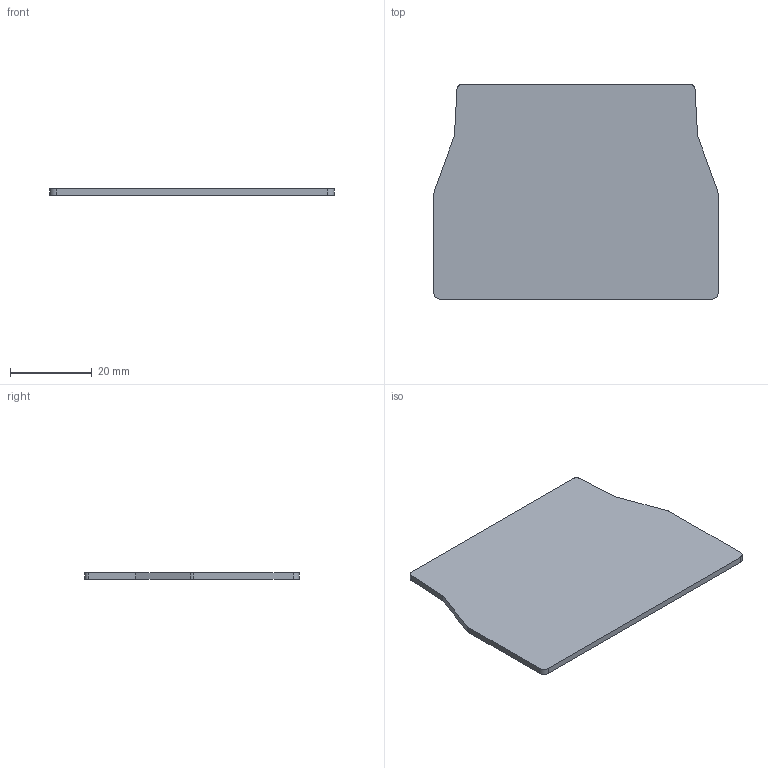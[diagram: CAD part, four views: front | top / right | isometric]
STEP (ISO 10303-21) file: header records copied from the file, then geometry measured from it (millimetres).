
FILE_DESCRIPTION((''),'2;1');
FILE_NAME('ASM0001_ASM','2022-07-14T14:53:50',('klemen.sitar'),('Audax d.o.o.'),'CREO PARAMETRIC BY PTC INC, 2021304','CREO PARAMETRIC BY PTC INC, 2021304','');
FILE_SCHEMA(('AP242_MANAGED_MODEL_BASED_3D_ENGINEERING_MIM_LF { 1 0 10303 442 1 1 4 }'));
Length unit declared in the file: millimetre
Products named in the file (2): SCB_6-PT; ASM0001_ASM
Assembly tree (1 placements, depth 2):
  ASM0001_ASM
    SCB_6-PT
Bounding box: 69.5 x 52.5 x 1.5 mm (x, y, z)
Volume: 5167.4 mm3; surface area: 7238.4 mm2
Topology: 1 solids, 1 shells, 16 faces, 42 edges, 28 vertices
Faces by surface type: plane 10, cylinder 6
Entity records: 1039 total; most frequent: COLOUR_RGB 137, DIRECTION 94, CARTESIAN_POINT 94, ORIENTED_EDGE 84, PRESENTATION_STYLE_ASSIGNMENT 60, STYLED_ITEM 60, CURVE_STYLE 43, EDGE_CURVE 42
